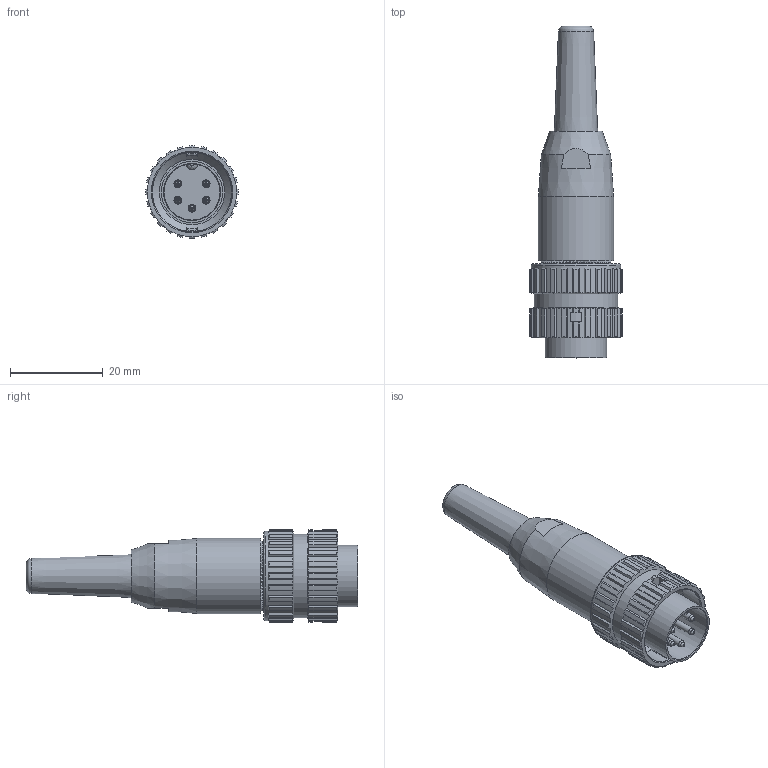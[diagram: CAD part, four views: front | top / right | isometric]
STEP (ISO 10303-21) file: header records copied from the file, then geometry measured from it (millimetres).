
FILE_DESCRIPTION(/* description */ (''),/* implementation_level */ '2;1');
FILE_NAME(/* name */ 't 3374 991 unxc001-01.stp',/* time_stamp */ '2019-07-08T16:35:36+02:00',/* author */ (''),/* organization */ (''),/* preprocessor_version */ 'ST-DEVELOPER v16.7',/* originating_system */ 'SIEMENS PLM Software NX 12.0',/* authorisation */ '');
FILE_SCHEMA (('AUTOMOTIVE_DESIGN { 1 0 10303 214 3 1 1 1 }'));
Length unit declared in the file: millimetre
Products named in the file (1): t 3374 991 unxc001-01
Bounding box: 20 x 71.55 x 20 mm (x, y, z)
Volume: 10289.6 mm3; surface area: 5080.7 mm2
Topology: 1 solids, 1 shells, 491 faces, 1381 edges, 900 vertices
Faces by surface type: plane 257, cylinder 151, cone 68, bspline 15
Full cylindrical faces by diameter (mm): 1.475 x5, 3 x1, 13.25 x1, 16.2 x1, 17.1 x1, 18 x1, 19.2 x1
Entity records: 15970 total; most frequent: CARTESIAN_POINT 3490, ORIENTED_EDGE 2632, DIRECTION 2496, EDGE_CURVE 1316, AXIS2_PLACEMENT_3D 911, VERTEX_POINT 878, LINE 674, VECTOR 674
